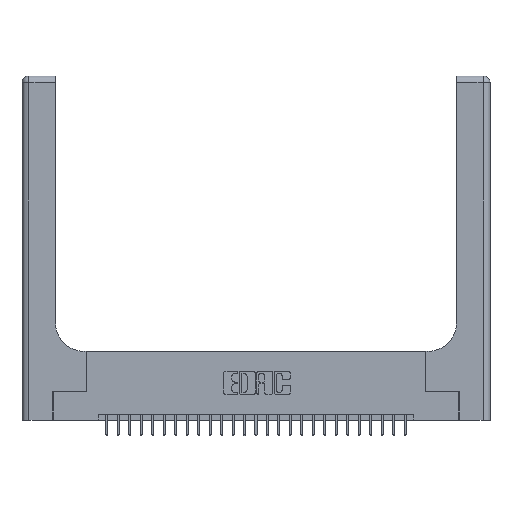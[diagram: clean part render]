
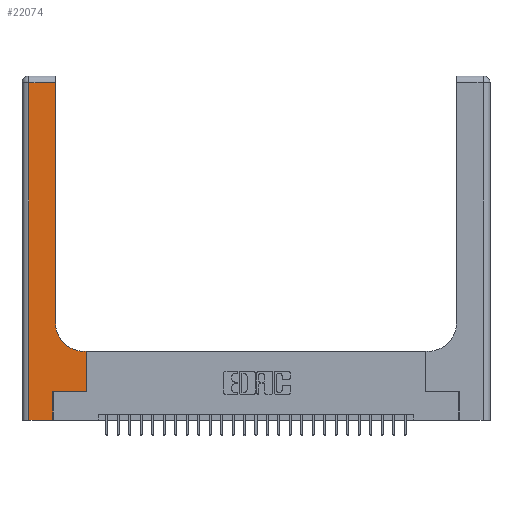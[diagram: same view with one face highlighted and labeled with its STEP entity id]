
A CAD part, top view. The second image highlights one B-rep face of the part: STEP entity #22074.
In plain terms, the highlighted planar face has unit normal (0, 0, 1).
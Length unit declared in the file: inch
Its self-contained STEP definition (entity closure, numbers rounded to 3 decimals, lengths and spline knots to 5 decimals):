
#258 = PLANE ( 'NONE',  #13280 ) ;
#1122 = CARTESIAN_POINT ( 'NONE',  ( 0., 2.94, 0.37 ) ) ;
#2096 = CARTESIAN_POINT ( 'NONE',  ( 0.2915, 0.6, 0.37 ) ) ;
#2133 = VERTEX_POINT ( 'NONE', #10061 ) ;
#2583 = DIRECTION ( 'NONE',  ( 0., 0., -1. ) ) ;
#2601 = VERTEX_POINT ( 'NONE', #3569 ) ;
#3569 = CARTESIAN_POINT ( 'NONE',  ( 0.2915, 0.85, 0.37 ) ) ;
#3612 = CARTESIAN_POINT ( 'NONE',  ( 0.06, 3., 0.37 ) ) ;
#3764 = DIRECTION ( 'NONE',  ( -1., 0., 0. ) ) ;
#4771 = EDGE_CURVE ( 'NONE', #17931, #12198, #5740, .T. ) ;
#5106 = LINE ( 'NONE', #5521, #5390 ) ;
#5390 = VECTOR ( 'NONE', #12199, 39.37008 ) ;
#5521 = CARTESIAN_POINT ( 'NONE',  ( 0.5585, 0.25, 0.37 ) ) ;
#5740 = LINE ( 'NONE', #1122, #24102 ) ;
#5804 = DIRECTION ( 'NONE',  ( 0., 0., -1. ) ) ;
#5822 = VECTOR ( 'NONE', #15914, 39.37008 ) ;
#7492 = EDGE_CURVE ( 'NONE', #2601, #17931, #27328, .T. ) ;
#7657 = VERTEX_POINT ( 'NONE', #15990 ) ;
#7925 = EDGE_CURVE ( 'NONE', #22517, #2133, #21899, .T. ) ;
#8204 = EDGE_CURVE ( 'NONE', #21406, #24472, #20530, .T. ) ;
#9396 = CARTESIAN_POINT ( 'NONE',  ( 0.06, 0., 0.37 ) ) ;
#9529 = EDGE_CURVE ( 'NONE', #2133, #2601, #23340, .T. ) ;
#9579 = DIRECTION ( 'NONE',  ( 1., 0., 0. ) ) ;
#9633 = ORIENTED_EDGE ( 'NONE', *, *, #9529, .T. ) ;
#10061 = CARTESIAN_POINT ( 'NONE',  ( 0.5415, 0.6, 0.37 ) ) ;
#10191 = EDGE_CURVE ( 'NONE', #7657, #21406, #13037, .T. ) ;
#10379 = DIRECTION ( 'NONE',  ( 0., -1., 0. ) ) ;
#10657 = ORIENTED_EDGE ( 'NONE', *, *, #4771, .T. ) ;
#11063 = CARTESIAN_POINT ( 'NONE',  ( 0.2915, 2.94, 0.37 ) ) ;
#11895 = ORIENTED_EDGE ( 'NONE', *, *, #12126, .T. ) ;
#12126 = EDGE_CURVE ( 'NONE', #24472, #22517, #5106, .T. ) ;
#12198 = VERTEX_POINT ( 'NONE', #20448 ) ;
#12199 = DIRECTION ( 'NONE',  ( 0., 1., 0. ) ) ;
#12497 = LINE ( 'NONE', #21322, #25643 ) ;
#13037 = LINE ( 'NONE', #21838, #5822 ) ;
#13280 = AXIS2_PLACEMENT_3D ( 'NONE', #15628, #2583, #24400 ) ;
#13485 = VERTEX_POINT ( 'NONE', #9396 ) ;
#14061 = CARTESIAN_POINT ( 'NONE',  ( 0.5585, 0.6, 0.37 ) ) ;
#14611 = AXIS2_PLACEMENT_3D ( 'NONE', #16527, #5804, #20861 ) ;
#15628 = CARTESIAN_POINT ( 'NONE',  ( 0., 3., 0.37 ) ) ;
#15726 = ORIENTED_EDGE ( 'NONE', *, *, #7925, .T. ) ;
#15729 = EDGE_LOOP ( 'NONE', ( #16886, #10657, #27122, #17328, #19076, #26313, #11895, #15726, #9633 ) ) ;
#15914 = DIRECTION ( 'NONE',  ( 0., 1., 0. ) ) ;
#15990 = CARTESIAN_POINT ( 'NONE',  ( 0.269, 0., 0.37 ) ) ;
#16127 = VECTOR ( 'NONE', #10379, 39.37008 ) ;
#16199 = DIRECTION ( 'NONE',  ( 1., 0., 0. ) ) ;
#16527 = CARTESIAN_POINT ( 'NONE',  ( 0.5415, 0.85, 0.37 ) ) ;
#16886 = ORIENTED_EDGE ( 'NONE', *, *, #7492, .T. ) ;
#17328 = ORIENTED_EDGE ( 'NONE', *, *, #28459, .T. ) ;
#17829 = CARTESIAN_POINT ( 'NONE',  ( 0.5585, 0.25, 0.37 ) ) ;
#17931 = VERTEX_POINT ( 'NONE', #11063 ) ;
#18805 = CARTESIAN_POINT ( 'NONE',  ( 0.269, 0.25, 0.37 ) ) ;
#19076 = ORIENTED_EDGE ( 'NONE', *, *, #10191, .T. ) ;
#20082 = FACE_OUTER_BOUND ( 'NONE', #15729, .T. ) ;
#20448 = CARTESIAN_POINT ( 'NONE',  ( 0.06, 2.94, 0.37 ) ) ;
#20530 = LINE ( 'NONE', #22682, #23284 ) ;
#20861 = DIRECTION ( 'NONE',  ( 1., 0., 0. ) ) ;
#21322 = CARTESIAN_POINT ( 'NONE',  ( 0., 0., 0.37 ) ) ;
#21406 = VERTEX_POINT ( 'NONE', #18805 ) ;
#21472 = VECTOR ( 'NONE', #26305, 39.37008 ) ;
#21683 = LINE ( 'NONE', #3612, #16127 ) ;
#21838 = CARTESIAN_POINT ( 'NONE',  ( 0.269, 0., 0.37 ) ) ;
#21899 = LINE ( 'NONE', #2096, #21472 ) ;
#22074 = ADVANCED_FACE ( 'NONE', ( #20082 ), #258, .F. ) ;
#22517 = VERTEX_POINT ( 'NONE', #14061 ) ;
#22682 = CARTESIAN_POINT ( 'NONE',  ( 0.269, 0.25, 0.37 ) ) ;
#22776 = DIRECTION ( 'NONE',  ( 0., 1., 0. ) ) ;
#23284 = VECTOR ( 'NONE', #16199, 39.37008 ) ;
#23340 = CIRCLE ( 'NONE', #14611, 0.25 ) ;
#24102 = VECTOR ( 'NONE', #3764, 39.37008 ) ;
#24400 = DIRECTION ( 'NONE',  ( -1., 0., 0. ) ) ;
#24472 = VERTEX_POINT ( 'NONE', #17829 ) ;
#24682 = EDGE_CURVE ( 'NONE', #12198, #13485, #21683, .T. ) ;
#25643 = VECTOR ( 'NONE', #9579, 39.37008 ) ;
#25986 = VECTOR ( 'NONE', #22776, 39.37008 ) ;
#26305 = DIRECTION ( 'NONE',  ( -1., 0., 0. ) ) ;
#26313 = ORIENTED_EDGE ( 'NONE', *, *, #8204, .T. ) ;
#27122 = ORIENTED_EDGE ( 'NONE', *, *, #24682, .T. ) ;
#27187 = CARTESIAN_POINT ( 'NONE',  ( 0.2915, 3., 0.37 ) ) ;
#27328 = LINE ( 'NONE', #27187, #25986 ) ;
#28459 = EDGE_CURVE ( 'NONE', #13485, #7657, #12497, .T. ) ;
